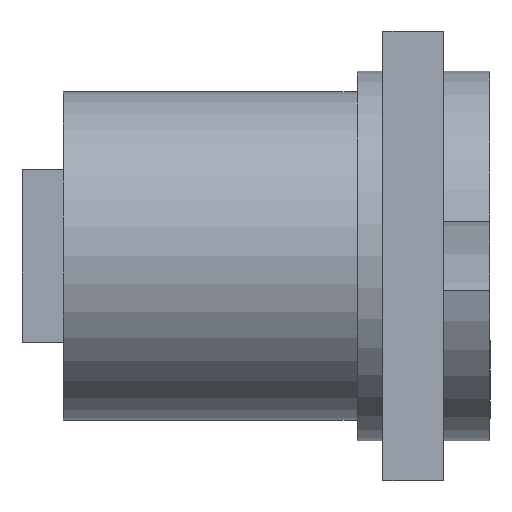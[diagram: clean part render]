
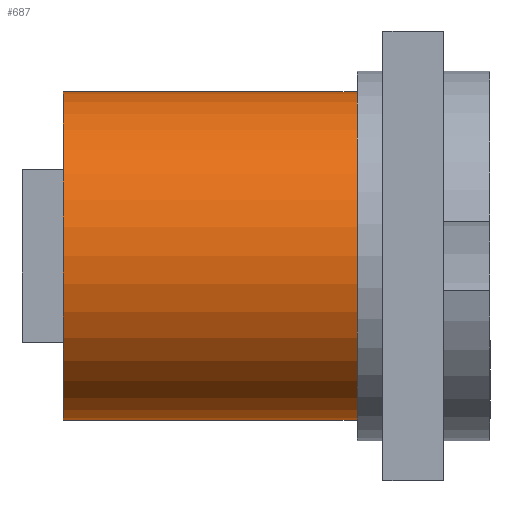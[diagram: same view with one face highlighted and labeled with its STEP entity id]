
A CAD part, top view. The second image highlights one B-rep face of the part: STEP entity #687.
In plain terms, the highlighted cylindrical face has radius 9.5 mm (diameter 19 mm), a full revolution.
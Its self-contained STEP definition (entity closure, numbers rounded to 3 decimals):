
#587 = EDGE_CURVE('',#588,#588,#590,.T.);
#588 = VERTEX_POINT('',#589);
#589 = CARTESIAN_POINT('',(17.,9.5,15.5));
#590 = CIRCLE('',#591,9.5);
#591 = AXIS2_PLACEMENT_3D('',#592,#593,#594);
#592 = CARTESIAN_POINT('',(17.,0.,15.5));
#593 = DIRECTION('',(-1.,0.,0.));
#594 = DIRECTION('',(0.,1.,0.));
#687 = ADVANCED_FACE('',(#688),#707,.T.);
#688 = FACE_BOUND('',#689,.T.);
#689 = EDGE_LOOP('',(#690,#698,#699,#700));
#690 = ORIENTED_EDGE('',*,*,#691,.T.);
#691 = EDGE_CURVE('',#692,#588,#694,.T.);
#692 = VERTEX_POINT('',#693);
#693 = CARTESIAN_POINT('',(0.,9.5,15.5));
#694 = LINE('',#695,#696);
#695 = CARTESIAN_POINT('',(0.,9.5,15.5));
#696 = VECTOR('',#697,1.);
#697 = DIRECTION('',(1.,0.,0.));
#698 = ORIENTED_EDGE('',*,*,#587,.T.);
#699 = ORIENTED_EDGE('',*,*,#691,.F.);
#700 = ORIENTED_EDGE('',*,*,#701,.F.);
#701 = EDGE_CURVE('',#692,#692,#702,.T.);
#702 = CIRCLE('',#703,9.5);
#703 = AXIS2_PLACEMENT_3D('',#704,#705,#706);
#704 = CARTESIAN_POINT('',(0.,0.,15.5));
#705 = DIRECTION('',(-1.,0.,0.));
#706 = DIRECTION('',(0.,1.,0.));
#707 = CYLINDRICAL_SURFACE('',#708,9.5);
#708 = AXIS2_PLACEMENT_3D('',#709,#710,#711);
#709 = CARTESIAN_POINT('',(0.,0.,15.5));
#710 = DIRECTION('',(-1.,0.,0.));
#711 = DIRECTION('',(0.,1.,0.));
